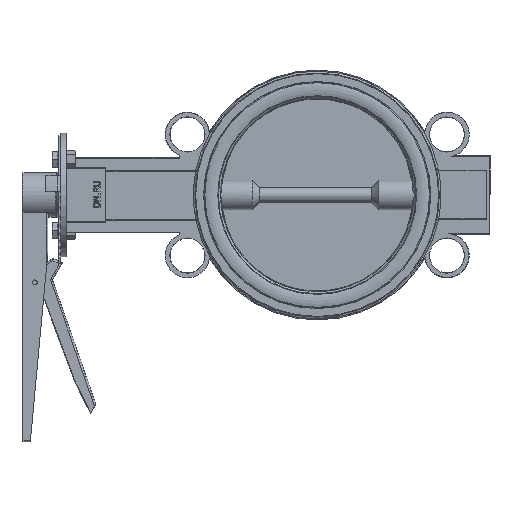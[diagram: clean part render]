
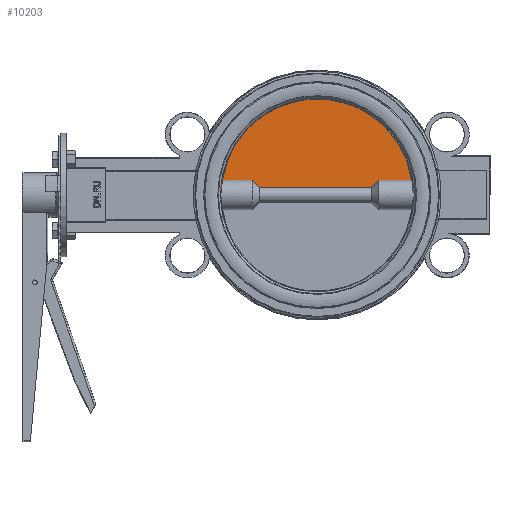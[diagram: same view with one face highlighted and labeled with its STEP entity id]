
A CAD part, left-side view. The second image highlights one B-rep face of the part: STEP entity #10203.
In plain terms, the highlighted face is planar.
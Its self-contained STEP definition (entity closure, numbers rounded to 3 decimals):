
#59=(
BOUNDED_CURVE()
B_SPLINE_CURVE(2,(#17151,#17152,#17153),.UNSPECIFIED.,.F.,.F.)
B_SPLINE_CURVE_WITH_KNOTS((3,3),(0.501,1.195),
 .UNSPECIFIED.)
CURVE()
GEOMETRIC_REPRESENTATION_ITEM()
RATIONAL_B_SPLINE_CURVE((2.788,3.977,5.022))
REPRESENTATION_ITEM('')
);
#61=(
BOUNDED_CURVE()
B_SPLINE_CURVE(2,(#17165,#17166,#17167),.UNSPECIFIED.,.F.,.F.)
B_SPLINE_CURVE_WITH_KNOTS((3,3),(12.186,12.934),
 .UNSPECIFIED.)
CURVE()
GEOMETRIC_REPRESENTATION_ITEM()
RATIONAL_B_SPLINE_CURVE((5.395,4.272,2.995))
REPRESENTATION_ITEM('')
);
#598=CIRCLE('',#11134,97.293);
#1373=FACE_OUTER_BOUND('',#1971,.T.);
#1971=EDGE_LOOP('',(#7471,#7472,#7473,#7474,#7475,#7476));
#2659=LINE('',#17163,#3443);
#2660=LINE('',#17169,#3444);
#2661=LINE('',#17172,#3445);
#3443=VECTOR('',#12821,10.);
#3444=VECTOR('',#12822,10.);
#3445=VECTOR('',#12825,10.);
#4288=VERTEX_POINT('',#17149);
#4289=VERTEX_POINT('',#17150);
#4292=VERTEX_POINT('',#17162);
#4293=VERTEX_POINT('',#17164);
#4294=VERTEX_POINT('',#17168);
#4295=VERTEX_POINT('',#17170);
#5428=EDGE_CURVE('',#4288,#4289,#59,.T.);
#5432=EDGE_CURVE('',#4289,#4292,#2659,.T.);
#5433=EDGE_CURVE('',#4292,#4293,#61,.T.);
#5434=EDGE_CURVE('',#4293,#4294,#2660,.T.);
#5435=EDGE_CURVE('',#4295,#4294,#598,.T.);
#5436=EDGE_CURVE('',#4295,#4288,#2661,.T.);
#7471=ORIENTED_EDGE('',*,*,#5428,.T.);
#7472=ORIENTED_EDGE('',*,*,#5432,.T.);
#7473=ORIENTED_EDGE('',*,*,#5433,.T.);
#7474=ORIENTED_EDGE('',*,*,#5434,.T.);
#7475=ORIENTED_EDGE('',*,*,#5435,.F.);
#7476=ORIENTED_EDGE('',*,*,#5436,.T.);
#9354=PLANE('',#11133);
#10203=ADVANCED_FACE('',(#1373),#9354,.T.);
#11133=AXIS2_PLACEMENT_3D('',#17161,#12819,#12820);
#11134=AXIS2_PLACEMENT_3D('',#17171,#12823,#12824);
#12819=DIRECTION('center_axis',(0.,0.,-1.));
#12820=DIRECTION('ref_axis',(-1.,0.,0.));
#12821=DIRECTION('',(0.,-1.,0.));
#12822=DIRECTION('',(0.,-1.,0.));
#12823=DIRECTION('center_axis',(0.,0.,1.));
#12824=DIRECTION('ref_axis',(1.,0.,0.));
#12825=DIRECTION('',(0.,-1.,0.));
#17149=CARTESIAN_POINT('',(-14.884,135.,-41.879));
#17150=CARTESIAN_POINT('',(-7.265,127.5,-41.879));
#17151=CARTESIAN_POINT('Ctrl Pts',(-14.884,135.,-41.879));
#17152=CARTESIAN_POINT('Ctrl Pts',(-9.805,129.96,-41.879));
#17153=CARTESIAN_POINT('Ctrl Pts',(-7.265,127.5,-41.879));
#17161=CARTESIAN_POINT('Origin',(0.,-28.287,-41.879));
#17162=CARTESIAN_POINT('',(-7.265,14.,-41.879));
#17163=CARTESIAN_POINT('',(-7.265,6.5,-41.879));
#17164=CARTESIAN_POINT('',(-14.884,6.5,-41.879));
#17165=CARTESIAN_POINT('Ctrl Pts',(-7.265,14.,-41.879));
#17166=CARTESIAN_POINT('Ctrl Pts',(-9.805,11.54,-41.879));
#17167=CARTESIAN_POINT('Ctrl Pts',(-14.884,6.5,-41.879));
#17168=CARTESIAN_POINT('',(-14.884,-27.142,-41.879));
#17169=CARTESIAN_POINT('',(-14.884,0.,-41.879));
#17170=CARTESIAN_POINT('',(-14.884,165.153,-41.879));
#17171=CARTESIAN_POINT('Origin',(0.,69.005,-41.879));
#17172=CARTESIAN_POINT('',(-14.884,135.,-41.879));
